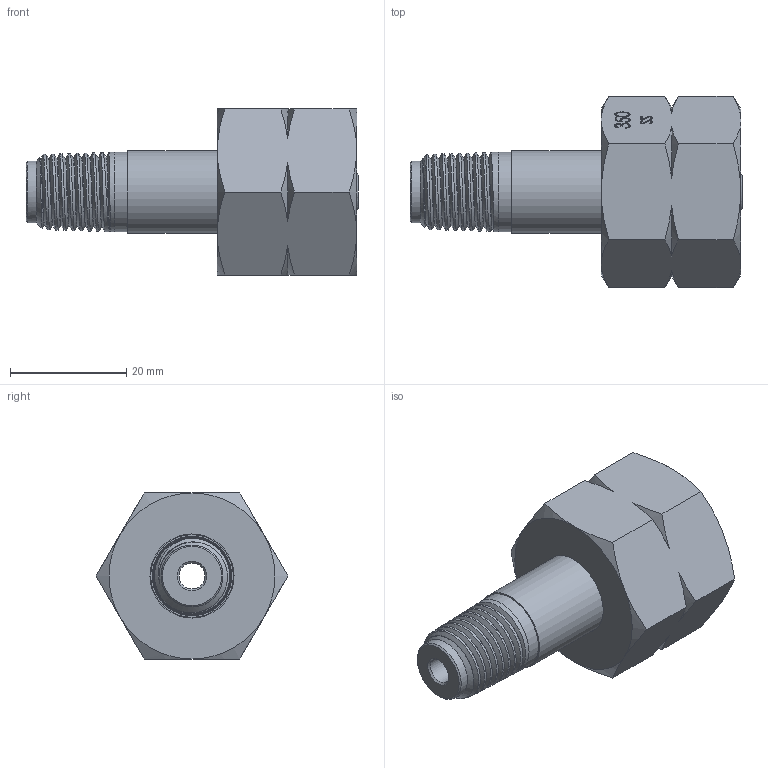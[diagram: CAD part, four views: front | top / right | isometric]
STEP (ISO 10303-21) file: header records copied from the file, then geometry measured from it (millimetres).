
FILE_DESCRIPTION (( 'STEP AP203' ), '1' );
FILE_NAME ('INL-350SS-4M-36.STEP', '2024-08-08T12:50:58', ( '' ), ( '' ), 'SwSTEP 2.0', 'SolidWorks 2018', '' );
FILE_SCHEMA (( 'CONFIG_CONTROL_DESIGN' ));
Length unit declared in the file: inch
Products named in the file (3): PRT-000826; PRT-000078_Default<As Machined>; INL-350SS-4M-36
Assembly tree (2 placements, depth 2):
  INL-350SS-4M-36
    PRT-000078_Default<As Machined>
    PRT-000826
Bounding box: 57.15 x 33 x 28.57 mm (x, y, z)
Volume: 17528.7 mm3; surface area: 9052.9 mm2
Topology: 2 solids, 2 shells, 168 faces, 536 edges, 381 vertices
Faces by surface type: bspline 67, cone 41, plane 39, cylinder 18, torus 2, sphere 1
Full cylindrical faces by diameter (mm): 4.47 x1, 10.668 x1, 12.065 x1, 13.716 x1, 14.211 x1, 14.465 x1, 19.216 x5
Entity records: 16917 total; most frequent: CARTESIAN_POINT 13021, ORIENTED_EDGE 934, EDGE_CURVE 467, DIRECTION 421, VERTEX_POINT 345, B_SPLINE_CURVE_WITH_KNOTS 287, EDGE_LOOP 188, FACE_OUTER_BOUND 165
